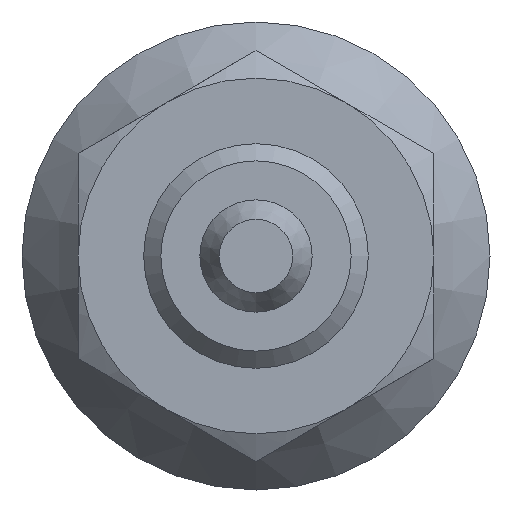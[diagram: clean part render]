
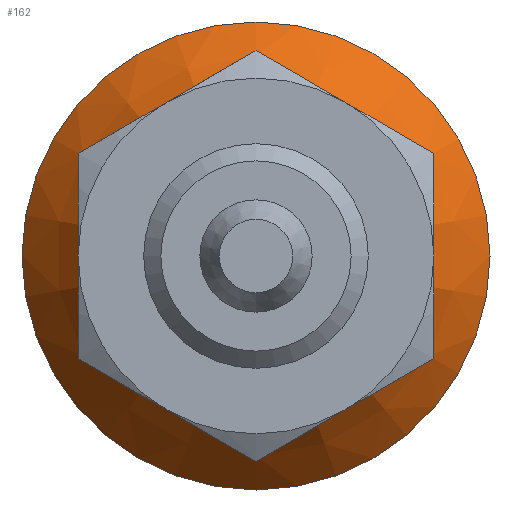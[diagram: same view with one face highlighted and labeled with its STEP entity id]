
A CAD part, front view. The second image highlights one B-rep face of the part: STEP entity #162.
In plain terms, the highlighted conical face has half-angle 37.4 degrees and reference radius 12.5 mm.
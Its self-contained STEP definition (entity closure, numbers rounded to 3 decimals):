
#162 = ADVANCED_FACE( '', ( #349, #350 ), #351, .T. );
#349 = FACE_BOUND( '', #563, .T. );
#350 = FACE_OUTER_BOUND( '', #564, .T. );
#351 = CONICAL_SURFACE( '', #565, 12.5, 0.653 );
#563 = EDGE_LOOP( '', ( #979 ) );
#564 = EDGE_LOOP( '', ( #980 ) );
#565 = AXIS2_PLACEMENT_3D( '', #981, #982, #983 );
#979 = ORIENTED_EDGE( '', *, *, #1261, .F. );
#980 = ORIENTED_EDGE( '', *, *, #1258, .T. );
#981 = CARTESIAN_POINT( '', ( 0., 15.9, 0. ) );
#982 = DIRECTION( '', ( 0., 1., 0. ) );
#983 = DIRECTION( '', ( 0., 0., 1. ) );
#1258 = EDGE_CURVE( '', #1513, #1513, #1514, .T. );
#1261 = EDGE_CURVE( '', #1518, #1518, #1519, .T. );
#1513 = VERTEX_POINT( '', #1930 );
#1514 = CIRCLE( '', #1931, 12.5 );
#1518 = VERTEX_POINT( '', #1935 );
#1519 = CIRCLE( '', #1936, 7. );
#1930 = CARTESIAN_POINT( '', ( 0., 15.9, -12.5 ) );
#1931 = AXIS2_PLACEMENT_3D( '', #2287, #2288, #2289 );
#1935 = CARTESIAN_POINT( '', ( 0., 8.706, -7. ) );
#1936 = AXIS2_PLACEMENT_3D( '', #2293, #2294, #2295 );
#2287 = CARTESIAN_POINT( '', ( 0., 15.9, 0. ) );
#2288 = DIRECTION( '', ( 0., -1., 0. ) );
#2289 = DIRECTION( '', ( 0., 0., -1. ) );
#2293 = CARTESIAN_POINT( '', ( 0., 8.706, 0. ) );
#2294 = DIRECTION( '', ( 0., -1., 0. ) );
#2295 = DIRECTION( '', ( 0., 0., -1. ) );
